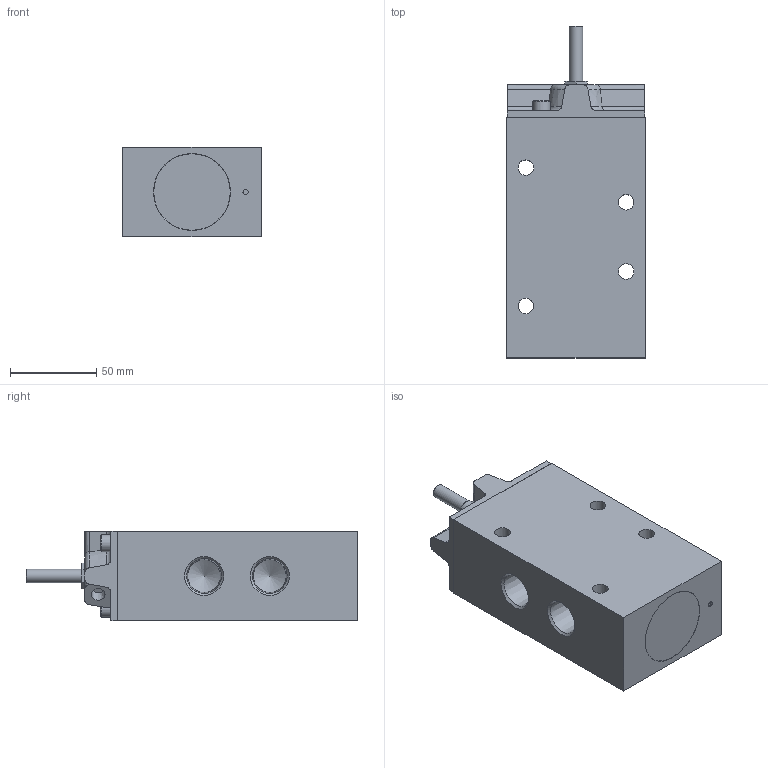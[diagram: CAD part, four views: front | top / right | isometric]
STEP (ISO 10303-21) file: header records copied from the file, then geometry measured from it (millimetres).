
FILE_DESCRIPTION(/* description */ ('STEP AP214'),/* implementation_level */ '2;1');
FILE_NAME(/* name */ '9974_MFH-5-1_2-NPT',/* time_stamp */ '2024-09-05T09:19:26+02:00',/* author */ ('License CC BY-ND 4.0'),/* organization */ ('CADENAS'),/* preprocessor_version */ 'ST-DEVELOPER v19.3',/* originating_system */ 'PARTsolutions',/* authorisation */ ' ');
FILE_SCHEMA (('AUTOMOTIVE_DESIGN {1 0 10303 214 3 1 1}'));
Length unit declared in the file: millimetre
Products named in the file (1): 9974 MFH-5-1/2-NPT
Bounding box: 80 x 192 x 52 mm (x, y, z)
Volume: 577031.1 mm3; surface area: 61588.4 mm2
Topology: 1 solids, 1 shells, 139 faces, 318 edges, 191 vertices
Faces by surface type: plane 60, cone 47, cylinder 25, torus 7
Full cylindrical faces by diameter (mm): 3 x1, 4.134 x1, 6.9 x1, 7.1 x1, 8 x1, 9 x4, 10 x2
Entity records: 3695 total; most frequent: CARTESIAN_POINT 750, DIRECTION 607, ORIENTED_EDGE 536, EDGE_CURVE 268, AXIS2_PLACEMENT_3D 243, FACE_BOUND 202, EDGE_LOOP 194, VERTEX_POINT 186
